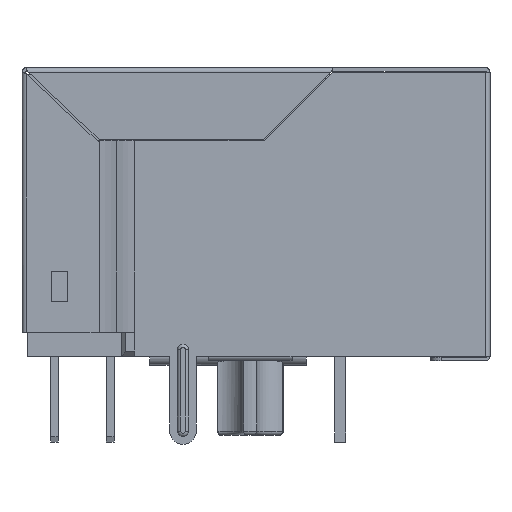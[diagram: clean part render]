
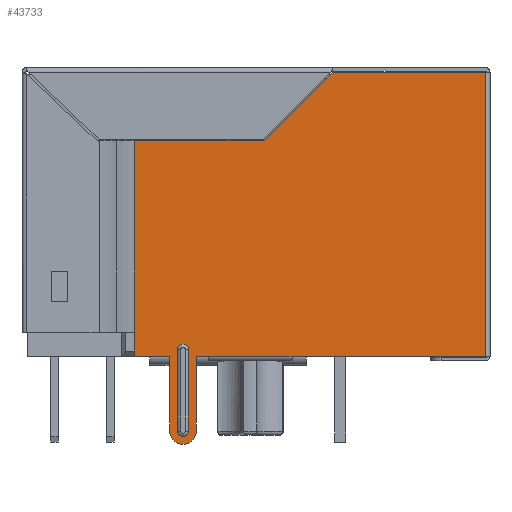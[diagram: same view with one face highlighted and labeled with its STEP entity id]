
A CAD part, left-side view. The second image highlights one B-rep face of the part: STEP entity #43733.
In plain terms, the highlighted planar face has unit normal (-1, 0, 0).
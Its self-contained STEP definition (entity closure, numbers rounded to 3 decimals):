
#1326=CIRCLE('',#45823,0.25);
#1330=CIRCLE('',#45833,0.25);
#1331=CIRCLE('',#45834,0.6);
#10489=ORIENTED_EDGE('',*,*,#15428,.T.);
#10490=ORIENTED_EDGE('',*,*,#15417,.F.);
#10491=ORIENTED_EDGE('',*,*,#15416,.F.);
#10492=ORIENTED_EDGE('',*,*,#15423,.F.);
#10493=ORIENTED_EDGE('',*,*,#15424,.F.);
#10494=ORIENTED_EDGE('',*,*,#14839,.T.);
#10495=ORIENTED_EDGE('',*,*,#14879,.T.);
#10496=ORIENTED_EDGE('',*,*,#14870,.T.);
#10497=ORIENTED_EDGE('',*,*,#14881,.T.);
#10498=ORIENTED_EDGE('',*,*,#14865,.T.);
#10499=ORIENTED_EDGE('',*,*,#14862,.T.);
#10500=ORIENTED_EDGE('',*,*,#14860,.T.);
#10501=ORIENTED_EDGE('',*,*,#14883,.T.);
#10502=ORIENTED_EDGE('',*,*,#14844,.T.);
#10503=ORIENTED_EDGE('',*,*,#14841,.T.);
#10504=ORIENTED_EDGE('',*,*,#15426,.F.);
#10505=ORIENTED_EDGE('',*,*,#15429,.F.);
#14839=EDGE_CURVE('',#18119,#18120,#21832,.T.);
#14841=EDGE_CURVE('',#18122,#18121,#21834,.T.);
#14844=EDGE_CURVE('',#18123,#18122,#21837,.T.);
#14860=EDGE_CURVE('',#18130,#18136,#21846,.T.);
#14862=EDGE_CURVE('',#18137,#18130,#21848,.T.);
#14865=EDGE_CURVE('',#18140,#18137,#21850,.T.);
#14870=EDGE_CURVE('',#18144,#18143,#21852,.T.);
#14879=EDGE_CURVE('',#18120,#18144,#21859,.T.);
#14881=EDGE_CURVE('',#18143,#18140,#21861,.T.);
#14883=EDGE_CURVE('',#18136,#18123,#21862,.T.);
#15416=EDGE_CURVE('',#18475,#18472,#1326,.T.);
#15417=EDGE_CURVE('',#18472,#18476,#22220,.T.);
#15423=EDGE_CURVE('',#18479,#18475,#22223,.T.);
#15424=EDGE_CURVE('',#18119,#18480,#22224,.T.);
#15426=EDGE_CURVE('',#18481,#18121,#22226,.T.);
#15428=EDGE_CURVE('',#18479,#18476,#1330,.T.);
#15429=EDGE_CURVE('',#18480,#18481,#1331,.T.);
#18119=VERTEX_POINT('',#64032);
#18120=VERTEX_POINT('',#64034);
#18121=VERTEX_POINT('',#64038);
#18122=VERTEX_POINT('',#64040);
#18123=VERTEX_POINT('',#64044);
#18130=VERTEX_POINT('',#64064);
#18136=VERTEX_POINT('',#64076);
#18137=VERTEX_POINT('',#64080);
#18140=VERTEX_POINT('',#64088);
#18143=VERTEX_POINT('',#64097);
#18144=VERTEX_POINT('',#64099);
#18472=VERTEX_POINT('',#65457);
#18475=VERTEX_POINT('',#65462);
#18476=VERTEX_POINT('',#65466);
#18479=VERTEX_POINT('',#65476);
#18480=VERTEX_POINT('',#65480);
#18481=VERTEX_POINT('',#65484);
#21832=LINE('',#64035,#25577);
#21834=LINE('',#64039,#25579);
#21837=LINE('',#64045,#25582);
#21846=LINE('',#64077,#25591);
#21848=LINE('',#64081,#25593);
#21850=LINE('',#64087,#25595);
#21852=LINE('',#64098,#25597);
#21859=LINE('',#64114,#25604);
#21861=LINE('',#64117,#25606);
#21862=LINE('',#64121,#25607);
#22220=LINE('',#65465,#25965);
#22223=LINE('',#65477,#25968);
#22224=LINE('',#65479,#25969);
#22226=LINE('',#65483,#25971);
#25577=VECTOR('',#52617,1000.);
#25579=VECTOR('',#52621,1000.);
#25582=VECTOR('',#52626,1000.);
#25591=VECTOR('',#52655,1000.);
#25593=VECTOR('',#52659,1000.);
#25595=VECTOR('',#52665,1000.);
#25597=VECTOR('',#52677,1000.);
#25604=VECTOR('',#52692,1000.);
#25606=VECTOR('',#52696,1000.);
#25607=VECTOR('',#52701,1000.);
#25965=VECTOR('',#53731,1000.);
#25968=VECTOR('',#53744,1000.);
#25969=VECTOR('',#53747,1000.);
#25971=VECTOR('',#53751,1000.);
#27629=EDGE_LOOP('',(#10489,#10490,#10491,#10492));
#27630=EDGE_LOOP('',(#10493,#10494,#10495,#10496,#10497,#10498,#10499,#10500,
#10501,#10502,#10503,#10504,#10505));
#29313=FACE_BOUND('',#27629,.T.);
#29314=FACE_BOUND('',#27630,.T.);
#30644=PLANE('',#45832);
#43733=ADVANCED_FACE('',(#29313,#29314),#30644,.T.);
#45823=AXIS2_PLACEMENT_3D('',#65463,#53727,#53728);
#45832=AXIS2_PLACEMENT_3D('',#65486,#53753,#53754);
#45833=AXIS2_PLACEMENT_3D('',#65487,#53755,#53756);
#45834=AXIS2_PLACEMENT_3D('',#65488,#53757,#53758);
#52617=DIRECTION('',(0.,-1.,0.));
#52621=DIRECTION('',(0.,-1.,0.));
#52626=DIRECTION('',(0.,0.,-1.));
#52655=DIRECTION('',(0.,1.,0.));
#52659=DIRECTION('',(0.,0.707,-0.707));
#52665=DIRECTION('',(0.,1.,0.));
#52677=DIRECTION('',(0.,-1.,0.));
#52692=DIRECTION('',(0.,-1.,0.));
#52696=DIRECTION('',(0.,0.,1.));
#52701=DIRECTION('',(0.,0.,-1.));
#53727=DIRECTION('',(-1.,0.,0.));
#53728=DIRECTION('',(0.,0.,1.));
#53731=DIRECTION('',(0.,0.,-1.));
#53744=DIRECTION('',(0.,0.,1.));
#53747=DIRECTION('',(0.,0.,-1.));
#53751=DIRECTION('',(0.,0.,1.));
#53753=DIRECTION('',(-1.,0.,0.));
#53754=DIRECTION('',(0.,1.,0.));
#53755=DIRECTION('',(1.,0.,0.));
#53756=DIRECTION('',(0.,1.,0.));
#53757=DIRECTION('',(1.,0.,0.));
#53758=DIRECTION('',(0.,-1.,0.));
#64032=CARTESIAN_POINT('',(-8.,2.625,-6.4));
#64034=CARTESIAN_POINT('',(-8.,2.075,-6.4));
#64035=CARTESIAN_POINT('',(-8.,5.435,-6.4));
#64038=CARTESIAN_POINT('',(-8.,3.825,-6.4));
#64039=CARTESIAN_POINT('',(-8.,5.435,-6.4));
#64040=CARTESIAN_POINT('',(-8.,5.435,-6.4));
#64044=CARTESIAN_POINT('',(-8.,5.435,-5.314));
#64045=CARTESIAN_POINT('',(-8.,5.435,6.5));
#64064=CARTESIAN_POINT('',(-8.,-0.465,3.4));
#64076=CARTESIAN_POINT('',(-8.,5.435,3.4));
#64077=CARTESIAN_POINT('',(-8.,-0.09,3.4));
#64080=CARTESIAN_POINT('',(-8.,-3.565,6.5));
#64081=CARTESIAN_POINT('',(-8.,1.398,1.538));
#64087=CARTESIAN_POINT('',(-8.,-10.593,6.5));
#64088=CARTESIAN_POINT('',(-8.,-10.515,6.5));
#64097=CARTESIAN_POINT('',(-8.,-10.515,-6.4));
#64098=CARTESIAN_POINT('',(-8.,5.435,-6.4));
#64099=CARTESIAN_POINT('',(-8.,-1.725,-6.4));
#64114=CARTESIAN_POINT('',(-8.,2.075,-6.4));
#64117=CARTESIAN_POINT('',(-8.,-10.515,-6.4));
#64121=CARTESIAN_POINT('',(-8.,5.435,6.5));
#65457=CARTESIAN_POINT('',(-8.,3.475,-6.1));
#65462=CARTESIAN_POINT('',(-8.,2.975,-6.1));
#65463=CARTESIAN_POINT('',(-8.,3.225,-6.1));
#65465=CARTESIAN_POINT('',(-8.,3.475,0.05));
#65466=CARTESIAN_POINT('',(-8.,3.475,-9.8));
#65476=CARTESIAN_POINT('',(-8.,2.975,-9.8));
#65477=CARTESIAN_POINT('',(-8.,2.975,0.05));
#65479=CARTESIAN_POINT('',(-8.,2.625,-6.4));
#65480=CARTESIAN_POINT('',(-8.,2.625,-9.8));
#65483=CARTESIAN_POINT('',(-8.,3.825,-9.8));
#65484=CARTESIAN_POINT('',(-8.,3.825,-9.8));
#65486=CARTESIAN_POINT('',(-8.,-0.09,0.05));
#65487=CARTESIAN_POINT('',(-8.,3.225,-9.8));
#65488=CARTESIAN_POINT('',(-8.,3.225,-9.8));
